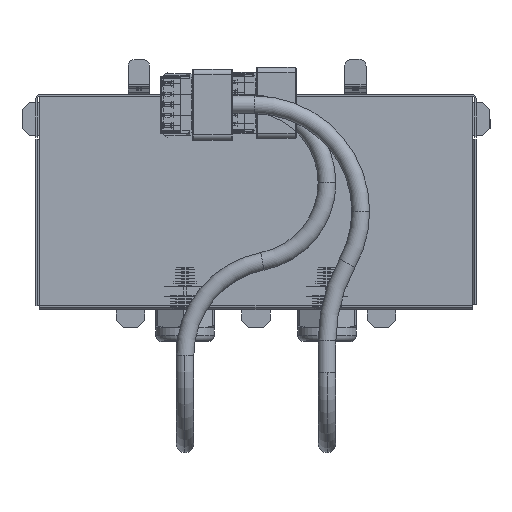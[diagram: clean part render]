
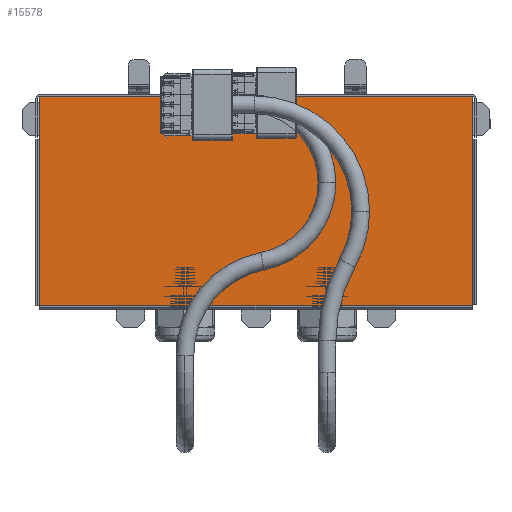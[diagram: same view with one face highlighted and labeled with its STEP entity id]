
A CAD part, front view. The second image highlights one B-rep face of the part: STEP entity #15578.
In plain terms, the highlighted planar face has unit normal (0, -1, 0).
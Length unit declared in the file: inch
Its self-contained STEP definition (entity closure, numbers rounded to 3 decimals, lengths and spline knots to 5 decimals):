
#27 = LINE ( 'NONE', #28989, #43563 ) ;
#3288 = EDGE_CURVE ( 'NONE', #29265, #20303, #40291, .T. ) ;
#3977 = EDGE_CURVE ( 'NONE', #20303, #11762, #44569, .T. ) ;
#4279 = ORIENTED_EDGE ( 'NONE', *, *, #3288, .T. ) ;
#5717 = CARTESIAN_POINT ( 'NONE',  ( 4.79528, -1.77165, 0.08661 ) ) ;
#6453 = CARTESIAN_POINT ( 'NONE',  ( 4.79528, -1.77165, 0. ) ) ;
#7501 = EDGE_CURVE ( 'NONE', #13606, #11762, #27, .T. ) ;
#9378 = LINE ( 'NONE', #11442, #18480 ) ;
#9878 = PLANE ( 'NONE',  #40274 ) ;
#11145 = CARTESIAN_POINT ( 'NONE',  ( -4.79528, -1.77165, 4.72441 ) ) ;
#11442 = CARTESIAN_POINT ( 'NONE',  ( 4.79528, -1.77165, 0.08661 ) ) ;
#11762 = VERTEX_POINT ( 'NONE', #11145 ) ;
#13297 = DIRECTION ( 'NONE',  ( 0., 0., -1. ) ) ;
#13606 = VERTEX_POINT ( 'NONE', #39865 ) ;
#15578 = ADVANCED_FACE ( 'NONE', ( #43143 ), #9878, .T. ) ;
#15961 = DIRECTION ( 'NONE',  ( 0., 0., 1. ) ) ;
#16589 = DIRECTION ( 'NONE',  ( 0., -1., 0. ) ) ;
#18480 = VECTOR ( 'NONE', #38962, 39.37008 ) ;
#20303 = VERTEX_POINT ( 'NONE', #30823 ) ;
#23599 = EDGE_CURVE ( 'NONE', #29265, #13606, #9378, .T. ) ;
#28989 = CARTESIAN_POINT ( 'NONE',  ( -4.79528, -1.77165, 0. ) ) ;
#29265 = VERTEX_POINT ( 'NONE', #5717 ) ;
#30823 = CARTESIAN_POINT ( 'NONE',  ( 4.79528, -1.77165, 4.72441 ) ) ;
#30944 = VECTOR ( 'NONE', #35909, 39.37008 ) ;
#32072 = CARTESIAN_POINT ( 'NONE',  ( 4.79528, -1.77165, 0. ) ) ;
#33173 = EDGE_LOOP ( 'NONE', ( #37312, #33762, #4279, #33729 ) ) ;
#33729 = ORIENTED_EDGE ( 'NONE', *, *, #3977, .T. ) ;
#33762 = ORIENTED_EDGE ( 'NONE', *, *, #23599, .F. ) ;
#35875 = DIRECTION ( 'NONE',  ( -1., 0., 0. ) ) ;
#35909 = DIRECTION ( 'NONE',  ( 0., 0., 1. ) ) ;
#37312 = ORIENTED_EDGE ( 'NONE', *, *, #7501, .F. ) ;
#38962 = DIRECTION ( 'NONE',  ( -1., 0., 0. ) ) ;
#39417 = CARTESIAN_POINT ( 'NONE',  ( 4.79528, -1.77165, 4.72441 ) ) ;
#39865 = CARTESIAN_POINT ( 'NONE',  ( -4.79528, -1.77165, 0.08661 ) ) ;
#40274 = AXIS2_PLACEMENT_3D ( 'NONE', #6453, #16589, #13297 ) ;
#40291 = LINE ( 'NONE', #32072, #30944 ) ;
#43143 = FACE_OUTER_BOUND ( 'NONE', #33173, .T. ) ;
#43496 = VECTOR ( 'NONE', #35875, 39.37008 ) ;
#43563 = VECTOR ( 'NONE', #15961, 39.37008 ) ;
#44569 = LINE ( 'NONE', #39417, #43496 ) ;
